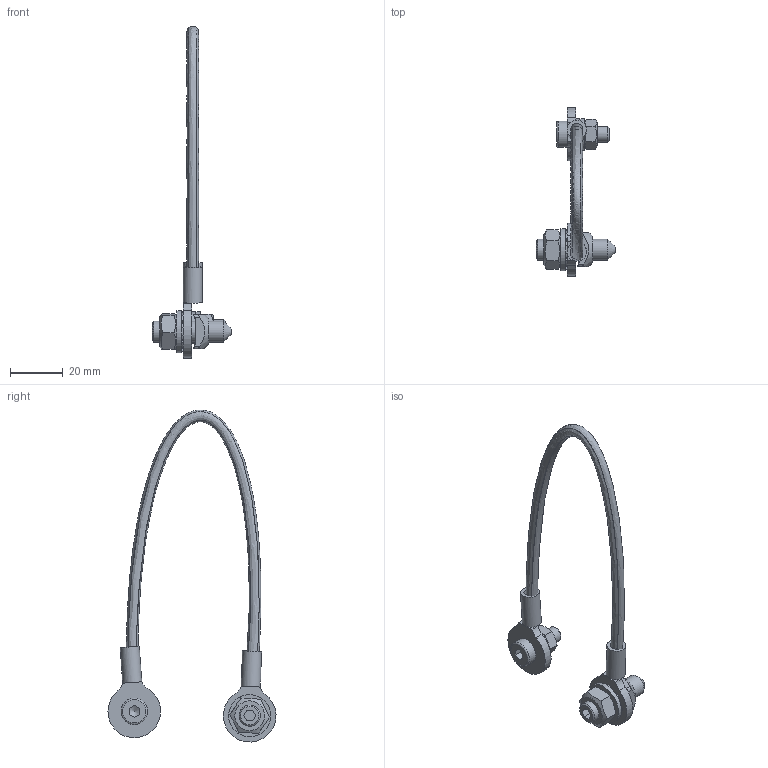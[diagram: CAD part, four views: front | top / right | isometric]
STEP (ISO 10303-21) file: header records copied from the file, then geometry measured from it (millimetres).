
FILE_DESCRIPTION(/* description */ (''),/* implementation_level */ '2;1');
FILE_NAME(/* name */ '321016-0.step',/* time_stamp */ '2021-09-06T14:17:53+02:00',/* author */ ('Muellerj'),/* organization */ (''),/* preprocessor_version */ 'ST-DEVELOPER v18.1',/* originating_system */ 'Autodesk Inventor 2021',/* authorisation */ '');
FILE_SCHEMA (('AUTOMOTIVE_DESIGN { 1 0 10303 214 3 1 1 }'));
Length unit declared in the file: millimetre
Products named in the file (14): MTW_1-00052200; leer; leer_1; 21-1390-0FZ.001; leer_2; leer_3; leer_4; MTW_1-00052187; MTW_1-00052184; MTW_1-00052186; MTW_1-00052185; leer_5; leer_6; leer_7
Assembly tree (14 placements, depth 3):
  MTW_1-00052200
    leer
      leer_1
      21-1390-0FZ.001
      leer_2
      leer_3
      leer_4
    MTW_1-00052187
      MTW_1-00052184
      MTW_1-00052186
      MTW_1-00052185
    leer_5
    leer_6
    leer_7  x2
Bounding box: 30 x 63.78 x 126.01 mm (x, y, z)
Volume: 10177.8 mm3; surface area: 10433.6 mm2
Topology: 12 solids, 12 shells, 178 faces, 443 edges, 289 vertices
Faces by surface type: plane 86, cylinder 65, cone 13, bspline 12, torus 2
Full cylindrical faces by diameter (mm): 4.6 x2, 4.917 x1, 6 x1, 6.4 x3, 6.647 x2, 7.25 x2, 8 x1, 8.4 x3, 10 x1, 12 x2, 16 x1
Entity records: 6928 total; most frequent: CARTESIAN_POINT 2130, DIRECTION 928, ORIENTED_EDGE 872, EDGE_CURVE 436, AXIS2_PLACEMENT_3D 354, VERTEX_POINT 285, LINE 220, VECTOR 220
